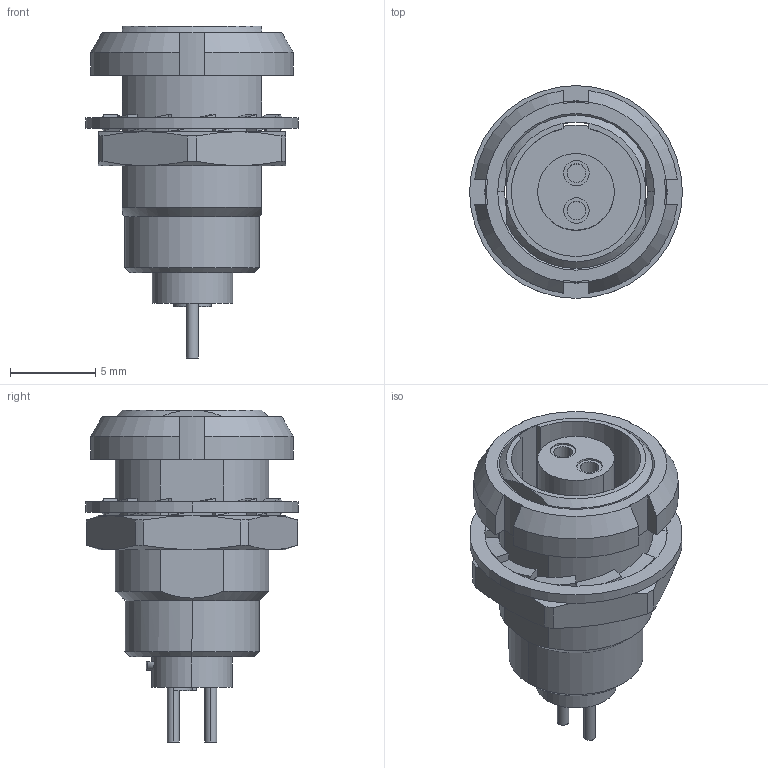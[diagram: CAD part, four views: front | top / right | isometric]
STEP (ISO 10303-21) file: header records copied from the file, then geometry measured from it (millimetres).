
FILE_DESCRIPTION((''),'2;1');
FILE_NAME('LEMO_ECG.0B.302.CLN.stp','2013-09-23T17:18:18',(''),(''),'Mechanical Desktop 2011','Mechanical Desktop 2011',', , ');
FILE_SCHEMA(('AUTOMOTIVE_DESIGN { 1 2 10303 214 1 1 1 1 }'));
Length unit declared in the file: millimetre
Products named in the file (1): Product
Bounding box: 12.5 x 12.5 x 19.5 mm (x, y, z)
Volume: 745.4 mm3; surface area: 1966.4 mm2
Topology: 12 solids, 12 shells, 233 faces, 579 edges, 370 vertices
Faces by surface type: cylinder 106, plane 73, cone 30, bspline 24
Entity records: 7595 total; most frequent: CARTESIAN_POINT 2195, ORIENTED_EDGE 1158, DIRECTION 1046, EDGE_CURVE 579, AXIS2_PLACEMENT_3D 403, VERTEX_POINT 370, EDGE_LOOP 249, VECTOR 240
